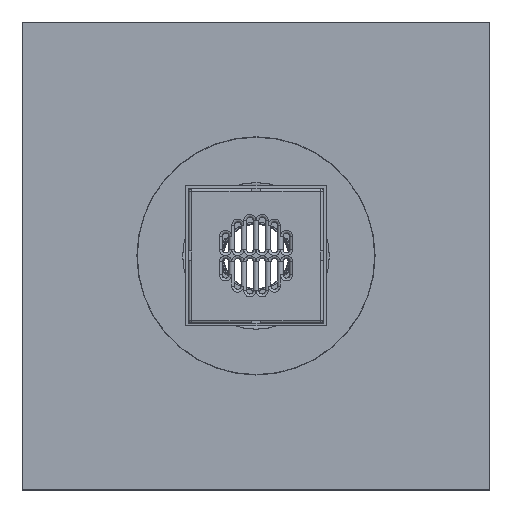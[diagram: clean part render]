
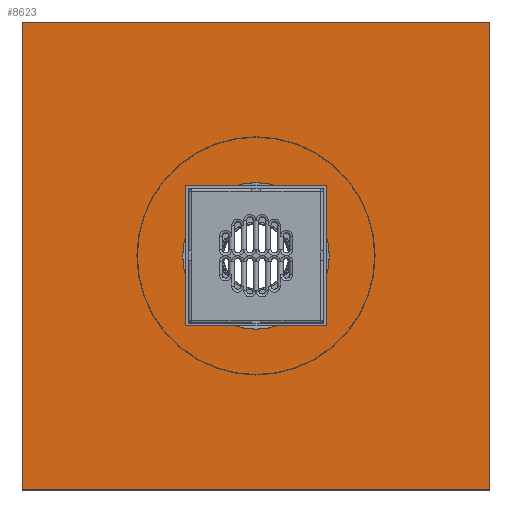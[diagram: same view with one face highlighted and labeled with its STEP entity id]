
A CAD part, top view. The second image highlights one B-rep face of the part: STEP entity #8623.
In plain terms, the highlighted planar face has unit normal (0, 0, 1).
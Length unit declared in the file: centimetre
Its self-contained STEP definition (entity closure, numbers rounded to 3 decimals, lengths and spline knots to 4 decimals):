
#588=FACE_BOUND('',#1597,.T.);
#908=FACE_OUTER_BOUND('',#1596,.T.);
#1596=EDGE_LOOP('',(#6470,#6471,#6472,#6473));
#1597=EDGE_LOOP('',(#6474));
#2313=CIRCLE('',#10873,78.2516);
#3153=VERTEX_POINT('',#16923);
#3155=VERTEX_POINT('',#16927);
#3156=VERTEX_POINT('',#16931);
#3158=VERTEX_POINT('',#16934);
#3177=VERTEX_POINT('',#17002);
#4282=EDGE_CURVE('',#3153,#3155,#9214,.T.);
#4284=EDGE_CURVE('',#3158,#3156,#9216,.T.);
#4287=EDGE_CURVE('',#3155,#3158,#9219,.T.);
#4290=EDGE_CURVE('',#3153,#3156,#9222,.T.);
#4318=EDGE_CURVE('',#3177,#3177,#2313,.T.);
#6470=ORIENTED_EDGE('',*,*,#4290,.F.);
#6471=ORIENTED_EDGE('',*,*,#4282,.T.);
#6472=ORIENTED_EDGE('',*,*,#4287,.T.);
#6473=ORIENTED_EDGE('',*,*,#4284,.T.);
#6474=ORIENTED_EDGE('',*,*,#4318,.T.);
#8204=PLANE('',#10876);
#8623=ADVANCED_FACE('',(#908,#588),#8204,.T.);
#9214=LINE('',#16929,#9818);
#9216=LINE('',#16935,#9820);
#9219=LINE('',#16940,#9823);
#9222=LINE('',#16944,#9826);
#9818=VECTOR('',#13123,1.);
#9820=VECTOR('',#13127,1.);
#9823=VECTOR('',#13132,1.);
#9826=VECTOR('',#13137,1.);
#10873=AXIS2_PLACEMENT_3D('',#17003,#13211,#13212);
#10876=AXIS2_PLACEMENT_3D('',#17006,#13217,#13218);
#13123=DIRECTION('',(1.,0.,0.));
#13127=DIRECTION('',(-1.,0.,0.));
#13132=DIRECTION('',(0.,1.,0.));
#13137=DIRECTION('',(0.,1.,0.));
#13211=DIRECTION('center_axis',(0.,0.,-1.));
#13212=DIRECTION('ref_axis',(1.,0.,0.));
#13217=DIRECTION('center_axis',(0.,0.,1.));
#13218=DIRECTION('ref_axis',(0.,1.,0.));
#16923=CARTESIAN_POINT('',(-250.,-250.,378.129));
#16927=CARTESIAN_POINT('',(250.,-250.,378.129));
#16929=CARTESIAN_POINT('',(0.,-250.,378.129));
#16931=CARTESIAN_POINT('',(-250.,250.,378.129));
#16934=CARTESIAN_POINT('',(250.,250.,378.129));
#16935=CARTESIAN_POINT('',(0.,250.,378.129));
#16940=CARTESIAN_POINT('',(250.,0.,378.129));
#16944=CARTESIAN_POINT('',(-250.,0.,378.129));
#17002=CARTESIAN_POINT('',(0.,-78.2516,378.129));
#17003=CARTESIAN_POINT('Origin',(0.,0.,378.129));
#17006=CARTESIAN_POINT('Origin',(0.,0.,378.129));
